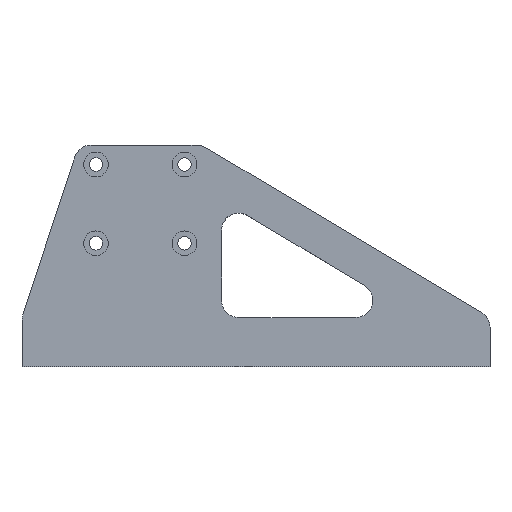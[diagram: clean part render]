
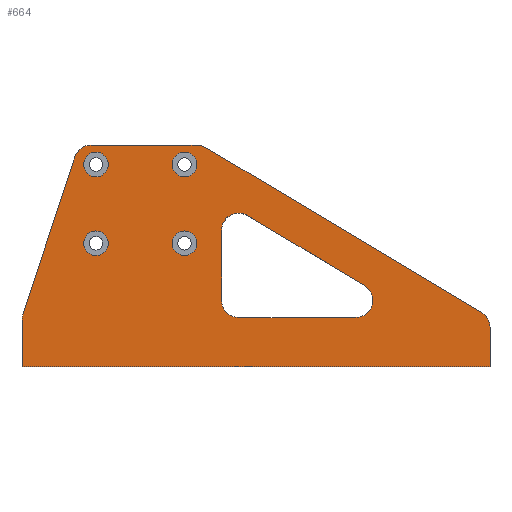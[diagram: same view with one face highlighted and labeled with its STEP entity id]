
A CAD part, top view. The second image highlights one B-rep face of the part: STEP entity #664.
In plain terms, the highlighted planar face has unit normal (0, 0, 1).
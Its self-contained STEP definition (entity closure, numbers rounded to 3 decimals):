
#20=FACE_BOUND('',#103,.T.);
#21=FACE_BOUND('',#104,.T.);
#22=FACE_BOUND('',#105,.T.);
#23=FACE_BOUND('',#106,.T.);
#24=FACE_BOUND('',#107,.T.);
#43=PLANE('',#735);
#62=FACE_OUTER_BOUND('',#102,.T.);
#102=EDGE_LOOP('',(#484,#485,#486,#487,#488,#489,#490,#491,#492,#493));
#103=EDGE_LOOP('',(#494,#495,#496,#497,#498,#499));
#104=EDGE_LOOP('',(#500));
#105=EDGE_LOOP('',(#501));
#106=EDGE_LOOP('',(#502));
#107=EDGE_LOOP('',(#503));
#155=LINE('',#1025,#207);
#159=LINE('',#1037,#211);
#164=LINE('',#1049,#216);
#167=LINE('',#1061,#219);
#170=LINE('',#1067,#222);
#171=LINE('',#1071,#223);
#172=LINE('',#1075,#224);
#173=LINE('',#1079,#225);
#174=LINE('',#1080,#226);
#207=VECTOR('',#811,10.);
#211=VECTOR('',#823,10.);
#216=VECTOR('',#836,10.);
#219=VECTOR('',#847,10.);
#222=VECTOR('',#852,10.);
#223=VECTOR('',#855,10.);
#224=VECTOR('',#858,10.);
#225=VECTOR('',#861,10.);
#226=VECTOR('',#862,10.);
#257=CIRCLE('',#720,7.);
#259=CIRCLE('',#724,7.);
#261=CIRCLE('',#728,7.);
#263=CIRCLE('',#732,7.);
#265=CIRCLE('',#736,7.);
#266=CIRCLE('',#737,7.);
#267=CIRCLE('',#738,7.);
#268=CIRCLE('',#739,5.);
#269=CIRCLE('',#740,5.);
#270=CIRCLE('',#741,5.);
#271=CIRCLE('',#742,5.);
#297=VERTEX_POINT('',#1015);
#298=VERTEX_POINT('',#1016);
#301=VERTEX_POINT('',#1024);
#303=VERTEX_POINT('',#1030);
#305=VERTEX_POINT('',#1036);
#307=VERTEX_POINT('',#1042);
#309=VERTEX_POINT('',#1051);
#310=VERTEX_POINT('',#1052);
#313=VERTEX_POINT('',#1060);
#315=VERTEX_POINT('',#1066);
#316=VERTEX_POINT('',#1068);
#317=VERTEX_POINT('',#1070);
#318=VERTEX_POINT('',#1072);
#319=VERTEX_POINT('',#1074);
#320=VERTEX_POINT('',#1076);
#321=VERTEX_POINT('',#1078);
#322=VERTEX_POINT('',#1081);
#323=VERTEX_POINT('',#1083);
#324=VERTEX_POINT('',#1085);
#325=VERTEX_POINT('',#1087);
#360=EDGE_CURVE('',#297,#298,#257,.T.);
#364=EDGE_CURVE('',#301,#298,#155,.T.);
#367=EDGE_CURVE('',#301,#303,#259,.T.);
#370=EDGE_CURVE('',#305,#303,#159,.T.);
#373=EDGE_CURVE('',#305,#307,#261,.T.);
#377=EDGE_CURVE('',#297,#307,#164,.T.);
#378=EDGE_CURVE('',#309,#310,#263,.T.);
#382=EDGE_CURVE('',#313,#310,#167,.T.);
#385=EDGE_CURVE('',#309,#315,#170,.T.);
#386=EDGE_CURVE('',#316,#315,#265,.T.);
#387=EDGE_CURVE('',#316,#317,#171,.T.);
#388=EDGE_CURVE('',#318,#317,#266,.T.);
#389=EDGE_CURVE('',#318,#319,#172,.T.);
#390=EDGE_CURVE('',#320,#319,#267,.T.);
#391=EDGE_CURVE('',#320,#321,#173,.T.);
#392=EDGE_CURVE('',#321,#313,#174,.T.);
#393=EDGE_CURVE('',#322,#322,#268,.T.);
#394=EDGE_CURVE('',#323,#323,#269,.T.);
#395=EDGE_CURVE('',#324,#324,#270,.T.);
#396=EDGE_CURVE('',#325,#325,#271,.T.);
#484=ORIENTED_EDGE('',*,*,#378,.F.);
#485=ORIENTED_EDGE('',*,*,#385,.T.);
#486=ORIENTED_EDGE('',*,*,#386,.F.);
#487=ORIENTED_EDGE('',*,*,#387,.T.);
#488=ORIENTED_EDGE('',*,*,#388,.F.);
#489=ORIENTED_EDGE('',*,*,#389,.T.);
#490=ORIENTED_EDGE('',*,*,#390,.F.);
#491=ORIENTED_EDGE('',*,*,#391,.T.);
#492=ORIENTED_EDGE('',*,*,#392,.T.);
#493=ORIENTED_EDGE('',*,*,#382,.T.);
#494=ORIENTED_EDGE('',*,*,#370,.T.);
#495=ORIENTED_EDGE('',*,*,#367,.F.);
#496=ORIENTED_EDGE('',*,*,#364,.T.);
#497=ORIENTED_EDGE('',*,*,#360,.F.);
#498=ORIENTED_EDGE('',*,*,#377,.T.);
#499=ORIENTED_EDGE('',*,*,#373,.F.);
#500=ORIENTED_EDGE('',*,*,#393,.T.);
#501=ORIENTED_EDGE('',*,*,#394,.T.);
#502=ORIENTED_EDGE('',*,*,#395,.T.);
#503=ORIENTED_EDGE('',*,*,#396,.T.);
#664=ADVANCED_FACE('',(#62,#20,#21,#22,#23,#24),#43,.T.);
#720=AXIS2_PLACEMENT_3D('',#1017,#803,#804);
#724=AXIS2_PLACEMENT_3D('',#1031,#816,#817);
#728=AXIS2_PLACEMENT_3D('',#1043,#828,#829);
#732=AXIS2_PLACEMENT_3D('',#1053,#839,#840);
#735=AXIS2_PLACEMENT_3D('',#1065,#850,#851);
#736=AXIS2_PLACEMENT_3D('',#1069,#853,#854);
#737=AXIS2_PLACEMENT_3D('',#1073,#856,#857);
#738=AXIS2_PLACEMENT_3D('',#1077,#859,#860);
#739=AXIS2_PLACEMENT_3D('',#1082,#863,#864);
#740=AXIS2_PLACEMENT_3D('',#1084,#865,#866);
#741=AXIS2_PLACEMENT_3D('',#1086,#867,#868);
#742=AXIS2_PLACEMENT_3D('',#1088,#869,#870);
#803=DIRECTION('center_axis',(0.,0.,1.));
#804=DIRECTION('ref_axis',(-0.493,0.87,0.));
#811=DIRECTION('',(0.,1.,0.));
#816=DIRECTION('center_axis',(0.,0.,1.));
#817=DIRECTION('ref_axis',(-0.707,-0.707,0.));
#823=DIRECTION('',(-1.,0.,0.));
#828=DIRECTION('center_axis',(0.,0.,1.));
#829=DIRECTION('ref_axis',(0.964,-0.266,0.));
#836=DIRECTION('',(0.858,-0.513,0.));
#839=DIRECTION('center_axis',(0.,0.,-1.));
#840=DIRECTION('ref_axis',(0.87,0.493,0.));
#847=DIRECTION('',(0.,1.,0.));
#850=DIRECTION('center_axis',(0.,0.,1.));
#851=DIRECTION('ref_axis',(1.,0.,0.));
#852=DIRECTION('',(-0.858,0.513,0.));
#853=DIRECTION('center_axis',(0.,0.,-1.));
#854=DIRECTION('ref_axis',(0.266,0.964,0.));
#855=DIRECTION('',(-1.,0.,0.));
#856=DIRECTION('center_axis',(0.,0.,-1.));
#857=DIRECTION('ref_axis',(-0.586,0.81,0.));
#858=DIRECTION('',(-0.312,-0.95,0.));
#859=DIRECTION('center_axis',(0.,0.,-1.));
#860=DIRECTION('ref_axis',(-0.987,0.158,0.));
#861=DIRECTION('',(0.,-1.,0.));
#862=DIRECTION('',(1.,0.,0.));
#863=DIRECTION('center_axis',(0.,0.,-1.));
#864=DIRECTION('ref_axis',(1.,0.,0.));
#865=DIRECTION('center_axis',(0.,0.,-1.));
#866=DIRECTION('ref_axis',(1.,0.,0.));
#867=DIRECTION('center_axis',(0.,0.,-1.));
#868=DIRECTION('ref_axis',(1.,0.,0.));
#869=DIRECTION('center_axis',(0.,0.,-1.));
#870=DIRECTION('ref_axis',(1.,0.,0.));
#1015=CARTESIAN_POINT('',(91.594,61.396,15.));
#1016=CARTESIAN_POINT('',(81.,55.389,15.));
#1017=CARTESIAN_POINT('Origin',(88.,55.389,15.));
#1024=CARTESIAN_POINT('',(81.,27.,15.));
#1025=CARTESIAN_POINT('',(81.,32.5,15.));
#1030=CARTESIAN_POINT('',(88.,20.,15.));
#1031=CARTESIAN_POINT('Origin',(88.,27.,15.));
#1036=CARTESIAN_POINT('',(135.45,20.,15.));
#1037=CARTESIAN_POINT('',(127.892,20.,15.));
#1042=CARTESIAN_POINT('',(139.044,33.007,15.));
#1043=CARTESIAN_POINT('Origin',(135.45,27.,15.));
#1049=CARTESIAN_POINT('',(91.163,61.654,15.));
#1051=CARTESIAN_POINT('',(186.594,22.038,15.));
#1052=CARTESIAN_POINT('',(190.,16.031,15.));
#1053=CARTESIAN_POINT('Origin',(183.,16.031,15.));
#1060=CARTESIAN_POINT('',(190.,0.,15.));
#1061=CARTESIAN_POINT('',(190.,0.,15.));
#1065=CARTESIAN_POINT('Origin',(95.,45.,15.));
#1066=CARTESIAN_POINT('',(74.66,89.007,15.));
#1067=CARTESIAN_POINT('',(149.514,44.223,15.));
#1068=CARTESIAN_POINT('',(71.066,90.,15.));
#1069=CARTESIAN_POINT('Origin',(71.066,83.,15.));
#1070=CARTESIAN_POINT('',(28.068,90.,15.));
#1071=CARTESIAN_POINT('',(190.,90.,15.));
#1072=CARTESIAN_POINT('',(21.418,85.185,15.));
#1073=CARTESIAN_POINT('Origin',(28.068,83.,15.));
#1074=CARTESIAN_POINT('',(0.35,21.065,15.));
#1075=CARTESIAN_POINT('',(19.835,80.368,15.));
#1076=CARTESIAN_POINT('',(0.,18.879,15.));
#1077=CARTESIAN_POINT('Origin',(7.,18.879,15.));
#1078=CARTESIAN_POINT('',(0.,0.,15.));
#1079=CARTESIAN_POINT('',(0.,90.,15.));
#1080=CARTESIAN_POINT('',(0.,0.,15.));
#1081=CARTESIAN_POINT('',(25.,50.15,15.));
#1082=CARTESIAN_POINT('Origin',(30.,50.15,15.));
#1083=CARTESIAN_POINT('',(61.,82.15,15.));
#1084=CARTESIAN_POINT('Origin',(66.,82.15,15.));
#1085=CARTESIAN_POINT('',(25.,82.15,15.));
#1086=CARTESIAN_POINT('Origin',(30.,82.15,15.));
#1087=CARTESIAN_POINT('',(61.,50.15,15.));
#1088=CARTESIAN_POINT('Origin',(66.,50.15,15.));
